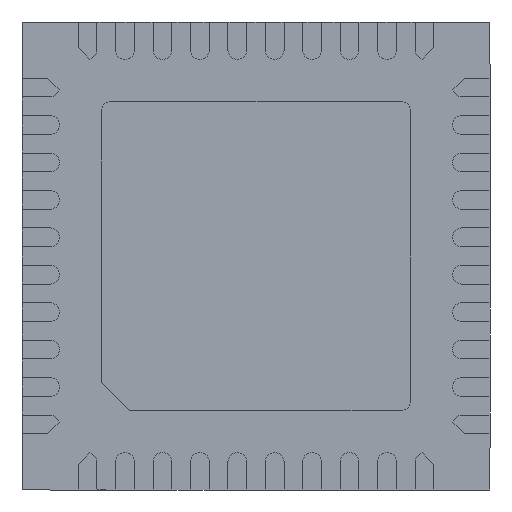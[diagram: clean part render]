
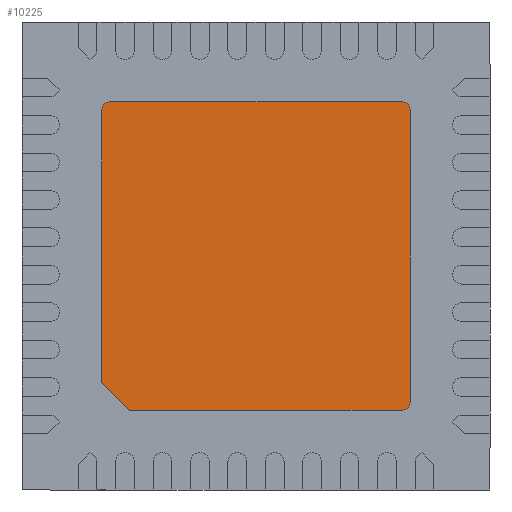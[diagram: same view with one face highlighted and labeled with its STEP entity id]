
A CAD part, front view. The second image highlights one B-rep face of the part: STEP entity #10225.
In plain terms, the highlighted planar face has unit normal (0, -1, 0).
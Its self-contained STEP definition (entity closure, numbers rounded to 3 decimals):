
#65 = CARTESIAN_POINT ( 'NONE',  ( -1.65, 0., -1.35 ) ) ;
#851 = DIRECTION ( 'NONE',  ( 0., -1., 0. ) ) ;
#1464 = DIRECTION ( 'NONE',  ( 0., -1., 0. ) ) ;
#1516 = CARTESIAN_POINT ( 'NONE',  ( 1.65, 0., 1.55 ) ) ;
#1557 = ORIENTED_EDGE ( 'NONE', *, *, #1711, .T. ) ;
#1661 = VERTEX_POINT ( 'NONE', #9440 ) ;
#1711 = EDGE_CURVE ( 'NONE', #8713, #8572, #3357, .T. ) ;
#1748 = DIRECTION ( 'NONE',  ( 0., 0., -1. ) ) ;
#1896 = DIRECTION ( 'NONE',  ( 0., -1., 0. ) ) ;
#1938 = LINE ( 'NONE', #6612, #6374 ) ;
#2323 = CARTESIAN_POINT ( 'NONE',  ( 1.55, 0., -1.65 ) ) ;
#2776 = EDGE_CURVE ( 'NONE', #8572, #11684, #8456, .T. ) ;
#2827 = CARTESIAN_POINT ( 'NONE',  ( 1.65, 0., -1.55 ) ) ;
#2883 = PLANE ( 'NONE',  #9855 ) ;
#3056 = CARTESIAN_POINT ( 'NONE',  ( 1.55, 0., 1.65 ) ) ;
#3083 = DIRECTION ( 'NONE',  ( 0., -1., 0. ) ) ;
#3258 = CARTESIAN_POINT ( 'NONE',  ( -1.55, 0., 1.55 ) ) ;
#3357 = LINE ( 'NONE', #9933, #9141 ) ;
#4174 = LINE ( 'NONE', #2323, #10802 ) ;
#4635 = CIRCLE ( 'NONE', #13750, 0.1 ) ;
#4848 = EDGE_CURVE ( 'NONE', #1661, #8536, #1938, .T. ) ;
#5333 = LINE ( 'NONE', #65, #11704 ) ;
#5359 = CARTESIAN_POINT ( 'NONE',  ( -1.55, 0., 1.65 ) ) ;
#5399 = CARTESIAN_POINT ( 'NONE',  ( 1.55, 0., -1.65 ) ) ;
#5532 = CARTESIAN_POINT ( 'NONE',  ( -1.65, 0., 1.55 ) ) ;
#6037 = CARTESIAN_POINT ( 'NONE',  ( 1.65, 0., -1.55 ) ) ;
#6100 = LINE ( 'NONE', #6037, #12954 ) ;
#6269 = EDGE_CURVE ( 'NONE', #9171, #8713, #4635, .T. ) ;
#6374 = VECTOR ( 'NONE', #9369, 1000. ) ;
#6392 = DIRECTION ( 'NONE',  ( 1., 0., 0. ) ) ;
#6430 = ORIENTED_EDGE ( 'NONE', *, *, #2776, .T. ) ;
#6449 = DIRECTION ( 'NONE',  ( 0., 0., -1. ) ) ;
#6612 = CARTESIAN_POINT ( 'NONE',  ( -1.35, 0., -1.65 ) ) ;
#7334 = CARTESIAN_POINT ( 'NONE',  ( 1.55, 0., 1.55 ) ) ;
#7352 = CIRCLE ( 'NONE', #13264, 0.1 ) ;
#7504 = ORIENTED_EDGE ( 'NONE', *, *, #11813, .T. ) ;
#7514 = CARTESIAN_POINT ( 'NONE',  ( -1.35, 0., -1.65 ) ) ;
#7669 = DIRECTION ( 'NONE',  ( -1., 0., 0. ) ) ;
#7911 = EDGE_CURVE ( 'NONE', #11684, #1661, #5333, .T. ) ;
#7992 = VERTEX_POINT ( 'NONE', #5399 ) ;
#8356 = DIRECTION ( 'NONE',  ( 0., 0., -1. ) ) ;
#8406 = FACE_OUTER_BOUND ( 'NONE', #13432, .T. ) ;
#8456 = CIRCLE ( 'NONE', #10246, 0.1 ) ;
#8536 = VERTEX_POINT ( 'NONE', #7514 ) ;
#8572 = VERTEX_POINT ( 'NONE', #5359 ) ;
#8713 = VERTEX_POINT ( 'NONE', #3056 ) ;
#8842 = ORIENTED_EDGE ( 'NONE', *, *, #13351, .T. ) ;
#9141 = VECTOR ( 'NONE', #7669, 1000. ) ;
#9171 = VERTEX_POINT ( 'NONE', #1516 ) ;
#9188 = VERTEX_POINT ( 'NONE', #2827 ) ;
#9369 = DIRECTION ( 'NONE',  ( 0.707, 0., -0.707 ) ) ;
#9440 = CARTESIAN_POINT ( 'NONE',  ( -1.65, 0., -1.35 ) ) ;
#9691 = DIRECTION ( 'NONE',  ( 0., 0., -1. ) ) ;
#9855 = AXIS2_PLACEMENT_3D ( 'NONE', #7334, #1896, #6449 ) ;
#9933 = CARTESIAN_POINT ( 'NONE',  ( 1.55, 0., 1.65 ) ) ;
#10117 = EDGE_CURVE ( 'NONE', #7992, #9188, #7352, .T. ) ;
#10225 = ADVANCED_FACE ( 'NONE', ( #8406 ), #2883, .T. ) ;
#10246 = AXIS2_PLACEMENT_3D ( 'NONE', #3258, #1464, #10595 ) ;
#10595 = DIRECTION ( 'NONE',  ( 0., 0., -1. ) ) ;
#10757 = CARTESIAN_POINT ( 'NONE',  ( 1.55, 0., -1.55 ) ) ;
#10802 = VECTOR ( 'NONE', #6392, 1000. ) ;
#10996 = ORIENTED_EDGE ( 'NONE', *, *, #6269, .T. ) ;
#11314 = CARTESIAN_POINT ( 'NONE',  ( 1.55, 0., 1.55 ) ) ;
#11604 = ORIENTED_EDGE ( 'NONE', *, *, #4848, .T. ) ;
#11667 = ORIENTED_EDGE ( 'NONE', *, *, #7911, .T. ) ;
#11684 = VERTEX_POINT ( 'NONE', #5532 ) ;
#11704 = VECTOR ( 'NONE', #9691, 1000. ) ;
#11813 = EDGE_CURVE ( 'NONE', #8536, #7992, #4174, .T. ) ;
#12537 = DIRECTION ( 'NONE',  ( 0., 0., 1. ) ) ;
#12954 = VECTOR ( 'NONE', #12537, 1000. ) ;
#13073 = ORIENTED_EDGE ( 'NONE', *, *, #10117, .T. ) ;
#13264 = AXIS2_PLACEMENT_3D ( 'NONE', #10757, #851, #8356 ) ;
#13351 = EDGE_CURVE ( 'NONE', #9188, #9171, #6100, .T. ) ;
#13432 = EDGE_LOOP ( 'NONE', ( #10996, #1557, #6430, #11667, #11604, #7504, #13073, #8842 ) ) ;
#13750 = AXIS2_PLACEMENT_3D ( 'NONE', #11314, #3083, #1748 ) ;
